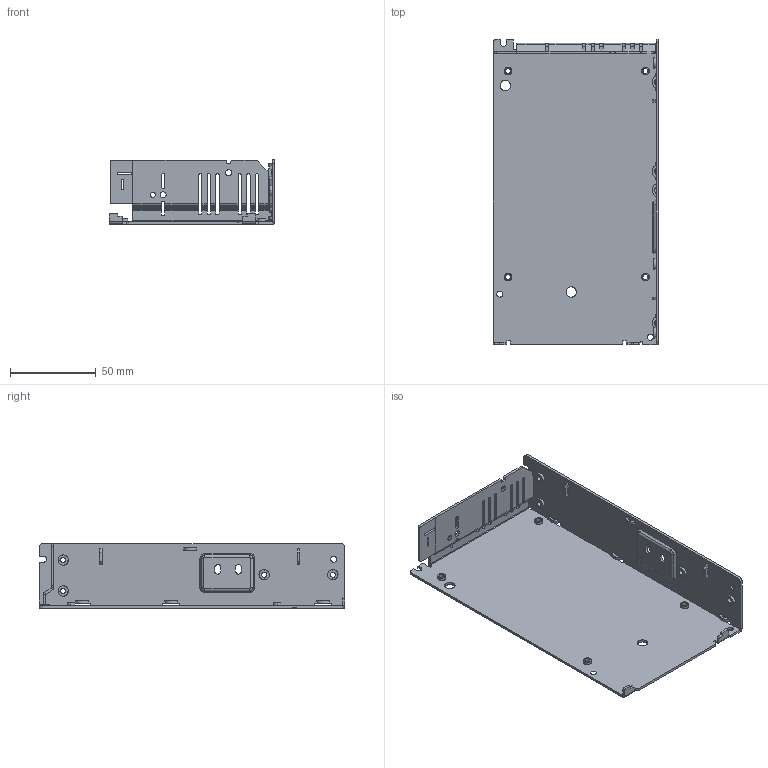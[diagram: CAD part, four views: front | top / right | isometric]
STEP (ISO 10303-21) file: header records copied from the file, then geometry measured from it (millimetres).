
FILE_DESCRIPTION(('FreeCAD Model'),'2;1');
FILE_NAME('CHASSIS-100W-0719-3MM.stp','2016-01-27T22:41:04',('FreeCAD'),('FreeCAD'), 'Open CASCADE STEP processor 6.8','FreeCAD','Unknown');
FILE_SCHEMA(('AUTOMOTIVE_DESIGN_CC2 { 1 2 10303 214 -1 1 5 4 }'));
Products named in the file (1): Open CASCADE STEP translator 6.8 314
Bounding box: 96.5 x 178 x 37.5 mm (x, y, z)
Volume: 39291.6 mm3; surface area: 54944.2 mm2
Topology: 1 solids, 1 shells, 461 faces, 1200 edges, 710 vertices
Faces by surface type: plane 280, bspline 181
Entity records: 46331 total; most frequent: CARTESIAN_POINT 30529, B_SPLINE_CURVE_WITH_KNOTS 2838, ORIENTED_EDGE 2400, PCURVE 2400, DEFINITIONAL_REPRESENTATION 2400, EDGE_CURVE 1200, SURFACE_CURVE 1200, VERTEX_POINT 710
